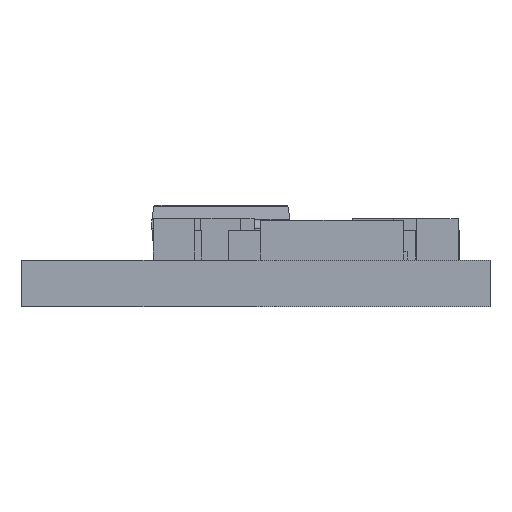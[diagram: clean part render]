
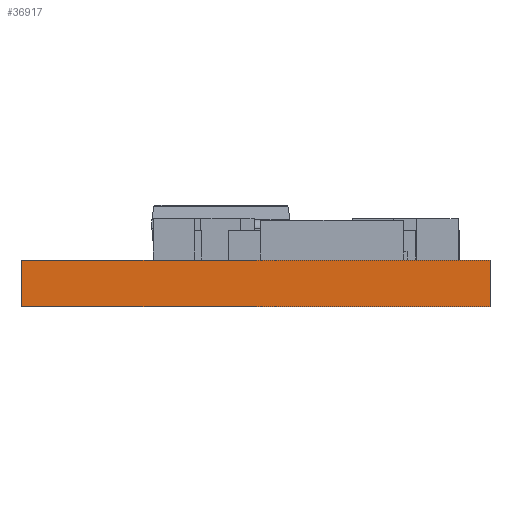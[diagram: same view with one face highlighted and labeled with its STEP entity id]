
A CAD part, front view. The second image highlights one B-rep face of the part: STEP entity #36917.
In plain terms, the highlighted planar face has unit normal (0, -1, 0).
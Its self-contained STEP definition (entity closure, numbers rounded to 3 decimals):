
#1320 = CARTESIAN_POINT ( 'NONE',  ( 0., 0., 1.016 ) ) ;
#2171 = VERTEX_POINT ( 'NONE', #36186 ) ;
#3923 = VECTOR ( 'NONE', #30960, 1000. ) ;
#7090 = CARTESIAN_POINT ( 'NONE',  ( 0., 0., 1.016 ) ) ;
#7287 = AXIS2_PLACEMENT_3D ( 'NONE', #28341, #16844, #16715 ) ;
#10714 = CARTESIAN_POINT ( 'NONE',  ( 0., 0., 0. ) ) ;
#11047 = PLANE ( 'NONE',  #7287 ) ;
#11932 = ORIENTED_EDGE ( 'NONE', *, *, #26209, .F. ) ;
#12322 = DIRECTION ( 'NONE',  ( 0., 0., -1. ) ) ;
#13010 = VERTEX_POINT ( 'NONE', #7090 ) ;
#13385 = EDGE_LOOP ( 'NONE', ( #34158, #11932, #20918, #15826 ) ) ;
#13493 = VECTOR ( 'NONE', #12322, 1000. ) ;
#14404 = LINE ( 'NONE', #33094, #13493 ) ;
#15492 = CARTESIAN_POINT ( 'NONE',  ( 10.16, 0., 1.016 ) ) ;
#15826 = ORIENTED_EDGE ( 'NONE', *, *, #29725, .T. ) ;
#16377 = LINE ( 'NONE', #19915, #29991 ) ;
#16439 = EDGE_CURVE ( 'NONE', #22631, #2171, #33338, .T. ) ;
#16715 = DIRECTION ( 'NONE',  ( 0., 0., 1. ) ) ;
#16844 = DIRECTION ( 'NONE',  ( 0., 1., 0. ) ) ;
#16959 = EDGE_CURVE ( 'NONE', #13010, #33601, #18748, .T. ) ;
#18748 = LINE ( 'NONE', #1320, #19659 ) ;
#19659 = VECTOR ( 'NONE', #21712, 1000. ) ;
#19915 = CARTESIAN_POINT ( 'NONE',  ( 10.16, 0., 1.016 ) ) ;
#20918 = ORIENTED_EDGE ( 'NONE', *, *, #16959, .F. ) ;
#21712 = DIRECTION ( 'NONE',  ( 1., 0., 0. ) ) ;
#22631 = VERTEX_POINT ( 'NONE', #32035 ) ;
#22808 = DIRECTION ( 'NONE',  ( 0., 0., -1. ) ) ;
#26209 = EDGE_CURVE ( 'NONE', #33601, #2171, #16377, .T. ) ;
#28341 = CARTESIAN_POINT ( 'NONE',  ( 0., 0., 1.016 ) ) ;
#29725 = EDGE_CURVE ( 'NONE', #13010, #22631, #14404, .T. ) ;
#29991 = VECTOR ( 'NONE', #22808, 1000. ) ;
#30960 = DIRECTION ( 'NONE',  ( 1., 0., 0. ) ) ;
#32035 = CARTESIAN_POINT ( 'NONE',  ( 0., 0., 0. ) ) ;
#33094 = CARTESIAN_POINT ( 'NONE',  ( 0., 0., 1.016 ) ) ;
#33338 = LINE ( 'NONE', #10714, #3923 ) ;
#33540 = FACE_OUTER_BOUND ( 'NONE', #13385, .T. ) ;
#33601 = VERTEX_POINT ( 'NONE', #15492 ) ;
#34158 = ORIENTED_EDGE ( 'NONE', *, *, #16439, .T. ) ;
#36186 = CARTESIAN_POINT ( 'NONE',  ( 10.16, 0., 0. ) ) ;
#36917 = ADVANCED_FACE ( 'NONE', ( #33540 ), #11047, .F. ) ;
